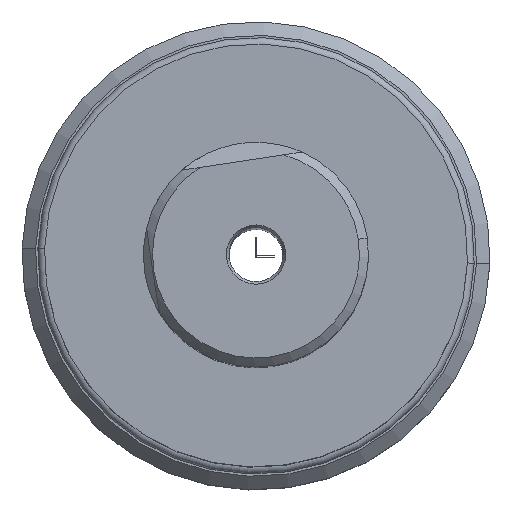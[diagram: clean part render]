
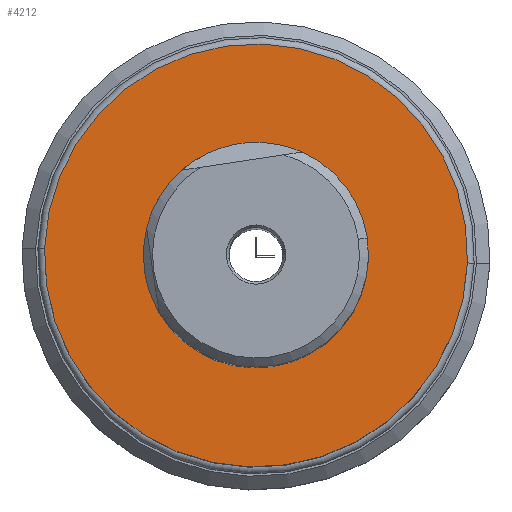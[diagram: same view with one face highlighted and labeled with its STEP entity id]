
A CAD part, top view. The second image highlights one B-rep face of the part: STEP entity #4212.
In plain terms, the highlighted planar face has unit normal (0, 0, 1).
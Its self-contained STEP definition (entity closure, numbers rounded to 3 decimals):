
#3 = ORIENTED_EDGE ( 'NONE', *, *, #1416, .F. ) ;
#173 = FACE_OUTER_BOUND ( 'NONE', #3938, .T. ) ;
#255 = CIRCLE ( 'NONE', #1742, 12.5 ) ;
#444 = DIRECTION ( 'NONE',  ( 0., 0., -1. ) ) ;
#485 = CARTESIAN_POINT ( 'NONE',  ( 0., 0., 0. ) ) ;
#758 = CARTESIAN_POINT ( 'NONE',  ( 0., 0., 0. ) ) ;
#864 = CIRCLE ( 'NONE', #3878, 23.5 ) ;
#931 = AXIS2_PLACEMENT_3D ( 'NONE', #758, #2567, #4389 ) ;
#948 = EDGE_CURVE ( 'NONE', #2251, #2263, #255, .T. ) ;
#1088 = CARTESIAN_POINT ( 'NONE',  ( 24.704, -32.326, 0. ) ) ;
#1271 = CARTESIAN_POINT ( 'NONE',  ( -11.545, 4.792, 0. ) ) ;
#1299 = VERTEX_POINT ( 'NONE', #5253 ) ;
#1416 = EDGE_CURVE ( 'NONE', #1299, #1444, #864, .T. ) ;
#1444 = VERTEX_POINT ( 'NONE', #3660 ) ;
#1742 = AXIS2_PLACEMENT_3D ( 'NONE', #5612, #2896, #4703 ) ;
#1951 = PLANE ( 'NONE',  #5689 ) ;
#2251 = VERTEX_POINT ( 'NONE', #1271 ) ;
#2256 = DIRECTION ( 'NONE',  ( -0.975, 0.223, 0. ) ) ;
#2263 = VERTEX_POINT ( 'NONE', #2659 ) ;
#2298 = DIRECTION ( 'NONE',  ( 0., 0., -1. ) ) ;
#2567 = DIRECTION ( 'NONE',  ( 0., 0., -1. ) ) ;
#2659 = CARTESIAN_POINT ( 'NONE',  ( 11.545, -4.792, 0. ) ) ;
#2836 = ORIENTED_EDGE ( 'NONE', *, *, #948, .T. ) ;
#2896 = DIRECTION ( 'NONE',  ( 0., 0., -1. ) ) ;
#2910 = DIRECTION ( 'NONE',  ( 0., 0., -1. ) ) ;
#3130 = AXIS2_PLACEMENT_3D ( 'NONE', #485, #2298, #4100 ) ;
#3483 = CIRCLE ( 'NONE', #931, 23.5 ) ;
#3660 = CARTESIAN_POINT ( 'NONE',  ( -19.703, 12.808, 0. ) ) ;
#3878 = AXIS2_PLACEMENT_3D ( 'NONE', #4512, #444, #2256 ) ;
#3938 = EDGE_LOOP ( 'NONE', ( #3, #5872 ) ) ;
#4100 = DIRECTION ( 'NONE',  ( 0.924, -0.383, 0. ) ) ;
#4212 = ADVANCED_FACE ( 'NONE', ( #4227, #173 ), #1951, .F. ) ;
#4227 = FACE_BOUND ( 'NONE', #4743, .T. ) ;
#4389 = DIRECTION ( 'NONE',  ( -0.975, 0.223, 0. ) ) ;
#4512 = CARTESIAN_POINT ( 'NONE',  ( 0., 0., 0. ) ) ;
#4703 = DIRECTION ( 'NONE',  ( 0.924, -0.383, 0. ) ) ;
#4729 = DIRECTION ( 'NONE',  ( -0.975, 0.223, 0. ) ) ;
#4743 = EDGE_LOOP ( 'NONE', ( #2836, #5161 ) ) ;
#4759 = EDGE_CURVE ( 'NONE', #1444, #1299, #3483, .T. ) ;
#5161 = ORIENTED_EDGE ( 'NONE', *, *, #5659, .T. ) ;
#5253 = CARTESIAN_POINT ( 'NONE',  ( 19.703, -12.808, 0. ) ) ;
#5612 = CARTESIAN_POINT ( 'NONE',  ( 0., 0., 0. ) ) ;
#5659 = EDGE_CURVE ( 'NONE', #2263, #2251, #5712, .T. ) ;
#5689 = AXIS2_PLACEMENT_3D ( 'NONE', #1088, #2910, #4729 ) ;
#5712 = CIRCLE ( 'NONE', #3130, 12.5 ) ;
#5872 = ORIENTED_EDGE ( 'NONE', *, *, #4759, .F. ) ;
